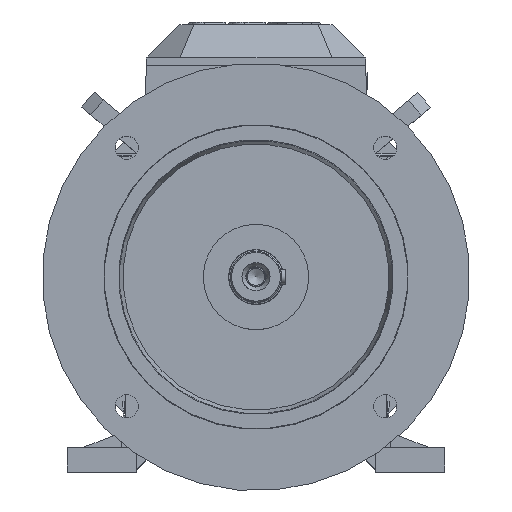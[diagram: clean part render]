
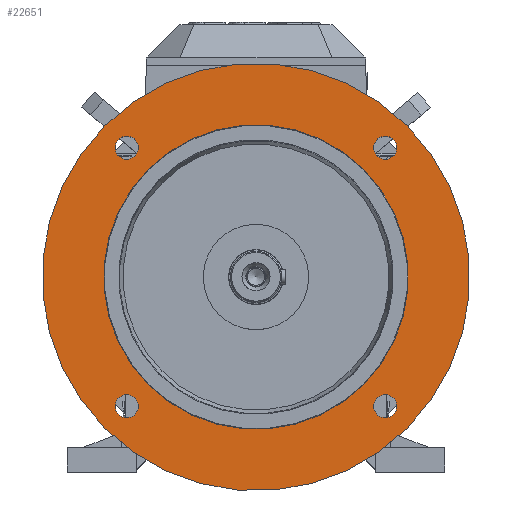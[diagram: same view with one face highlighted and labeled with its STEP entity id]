
A CAD part, top view. The second image highlights one B-rep face of the part: STEP entity #22651.
In plain terms, the highlighted planar face has unit normal (0, 0, 1).
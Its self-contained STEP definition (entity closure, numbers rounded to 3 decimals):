
#14401=FACE_BOUND('',#26394,.T.);
#14402=FACE_BOUND('',#26395,.T.);
#14403=FACE_BOUND('',#26396,.T.);
#14404=FACE_BOUND('',#26397,.T.);
#14405=FACE_BOUND('',#26398,.T.);
#14406=FACE_BOUND('',#26399,.T.);
#22651=ADVANCED_FACE('F2121',(#14401,#14402,#14403,#14404,#14405,#14406),
#23619,.T.);
#23619=PLANE('',#47800);
#26394=EDGE_LOOP('',(#32298));
#26395=EDGE_LOOP('',(#32299));
#26396=EDGE_LOOP('',(#32300));
#26397=EDGE_LOOP('',(#32301));
#26398=EDGE_LOOP('',(#32302));
#26399=EDGE_LOOP('',(#32303));
#32298=ORIENTED_EDGE('',*,*,#44526,.F.);
#32299=ORIENTED_EDGE('',*,*,#44527,.T.);
#32300=ORIENTED_EDGE('',*,*,#44524,.T.);
#32301=ORIENTED_EDGE('',*,*,#44521,.T.);
#32302=ORIENTED_EDGE('',*,*,#44519,.T.);
#32303=ORIENTED_EDGE('',*,*,#44516,.T.);
#38755=VERTEX_POINT('',#87691);
#38756=VERTEX_POINT('',#87695);
#38758=VERTEX_POINT('',#87701);
#38760=VERTEX_POINT('',#87707);
#38762=VERTEX_POINT('',#87713);
#38763=VERTEX_POINT('',#87715);
#44516=EDGE_CURVE('E2727',#38755,#38755,#45857,.T.);
#44519=EDGE_CURVE('E11',#38756,#38756,#45859,.T.);
#44521=EDGE_CURVE('E3838',#38758,#38758,#45860,.T.);
#44524=EDGE_CURVE('E3939',#38760,#38760,#45862,.T.);
#44526=EDGE_CURVE('E2525',#38762,#38762,#45864,.T.);
#44527=EDGE_CURVE('E4040',#38763,#38763,#45865,.T.);
#45857=CIRCLE('',#47787,125.);
#45859=CIRCLE('',#47790,9.5);
#45860=CIRCLE('',#47792,9.5);
#45862=CIRCLE('',#47795,9.5);
#45864=CIRCLE('',#47798,175.524);
#45865=CIRCLE('',#47799,9.5);
#47787=AXIS2_PLACEMENT_3D('',#87692,#54619,#54620);
#47790=AXIS2_PLACEMENT_3D('',#87698,#54626,#54627);
#47792=AXIS2_PLACEMENT_3D('',#87703,#54631,#54632);
#47795=AXIS2_PLACEMENT_3D('',#87709,#54638,#54639);
#47798=AXIS2_PLACEMENT_3D('',#87712,#54644,#54645);
#47799=AXIS2_PLACEMENT_3D('',#87714,#54646,#54647);
#47800=AXIS2_PLACEMENT_3D('',#87716,#54648,#54649);
#54619=DIRECTION('',(0.,0.,-1.));
#54620=DIRECTION('',(-1.,0.,0.));
#54626=DIRECTION('',(0.,0.,-1.));
#54627=DIRECTION('',(-1.,0.,0.));
#54631=DIRECTION('',(0.,0.,-1.));
#54632=DIRECTION('',(-1.,0.,0.));
#54638=DIRECTION('',(0.,0.,-1.));
#54639=DIRECTION('',(-1.,0.,0.));
#54644=DIRECTION('',(0.,0.,-1.));
#54645=DIRECTION('',(-1.,0.,0.));
#54646=DIRECTION('',(0.,0.,-1.));
#54647=DIRECTION('',(-1.,0.,0.));
#54648=DIRECTION('',(0.,0.,1.));
#54649=DIRECTION('',(1.,0.,0.));
#87691=CARTESIAN_POINT('',(88.388,88.388,79.));
#87692=CARTESIAN_POINT('',(0.,0.,79.));
#87695=CARTESIAN_POINT('',(115.566,106.066,79.));
#87698=CARTESIAN_POINT('',(106.066,106.066,79.));
#87701=CARTESIAN_POINT('',(-106.066,115.566,79.));
#87703=CARTESIAN_POINT('',(-106.066,106.066,79.));
#87707=CARTESIAN_POINT('',(-115.566,-106.066,79.));
#87709=CARTESIAN_POINT('',(-106.066,-106.066,79.));
#87712=CARTESIAN_POINT('',(0.,0.,79.));
#87713=CARTESIAN_POINT('',(124.114,124.114,79.));
#87714=CARTESIAN_POINT('',(106.066,-106.066,79.));
#87715=CARTESIAN_POINT('',(106.066,-115.566,79.));
#87716=CARTESIAN_POINT('',(-193.076,-193.076,79.));
